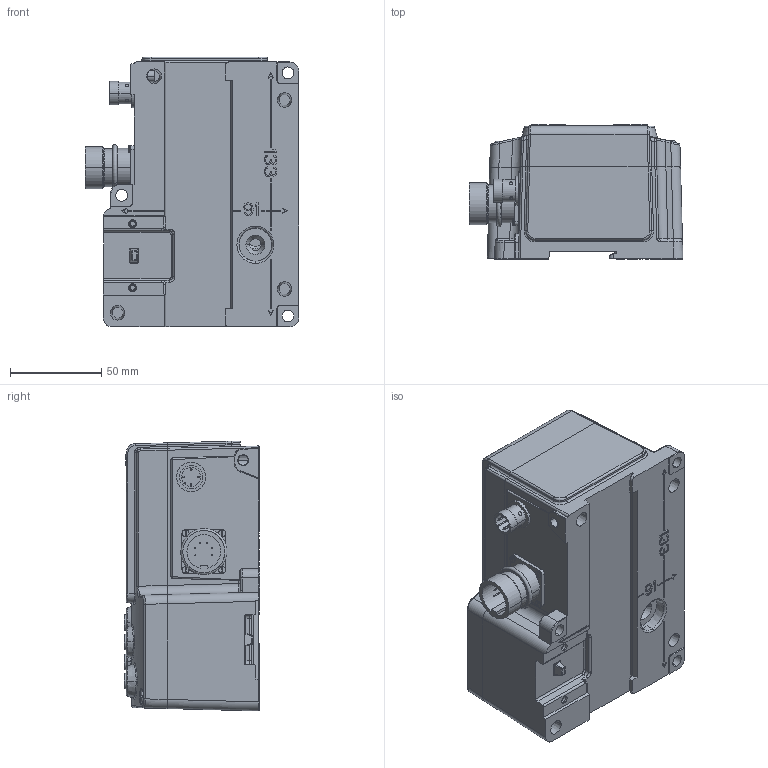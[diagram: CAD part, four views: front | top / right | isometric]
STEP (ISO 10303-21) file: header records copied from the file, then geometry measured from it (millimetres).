
FILE_DESCRIPTION((''),'2;1');
FILE_NAME('ASM_ASM','2011-11-25T',('dhelisch'),(''),'PRO/ENGINEER BY PARAMETRIC TECHNOLOGY CORPORATION, 2007250','PRO/ENGINEER BY PARAMETRIC TECHNOLOGY CORPORATION, 2007250','');
FILE_SCHEMA(('CONFIG_CONTROL_DESIGN'));
Length unit declared in the file: millimetre
Products named in the file (17): MANIFOLD_SOLID_BREP_42981_1_AF0; DM_04C0F4_1____; DM_04C0F4_ASM_1_____ASM; 04C0F4A_____ASM; SCHRAUBE_ISO_1580-M4X10-4_8____; PRT0002____; PRT0003____; PRT0004____; FIELDBUS_KLEIN___; M23-STECKER-MODI_AF0; SCHRAUBE_ISO_2009-M2X4-4_8; PRT0001; PRT0002; PRT0003; STECKER_4POLIG; DICHTRING; ASM_ASM
Assembly tree (19 placements, depth 4):
  ASM_ASM
    MANIFOLD_SOLID_BREP_42981_1_AF0
    04C0F4A_____ASM
      DM_04C0F4_ASM_1_____ASM
        DM_04C0F4_1____
    SCHRAUBE_ISO_1580-M4X10-4_8____
    PRT0002____
    PRT0003____
    PRT0004____
    FIELDBUS_KLEIN___  x4
    M23-STECKER-MODI_AF0
    SCHRAUBE_ISO_2009-M2X4-4_8
    PRT0001
    PRT0002
    PRT0003
    STECKER_4POLIG
    DICHTRING
Bounding box: 117 x 74 x 147.71 mm (x, y, z)
Volume: 333461.6 mm3; surface area: 146604.9 mm2
Topology: 17 solids, 35 shells, 2655 faces, 6864 edges, 4336 vertices
Faces by surface type: plane 1117, cylinder 747, cone 301, torus 231, bspline 174, extrusion 48, sphere 37
Entity records: 112078 total; most frequent: CARTESIAN_POINT 30232, ORIENTED_EDGE 13232, DIRECTION 12812, EDGE_CURVE 6684, PRESENTATION_STYLE_ASSIGNMENT 6221, STYLED_ITEM 6218, CURVE_STYLE 6196, AXIS2_PLACEMENT_3D 4513
